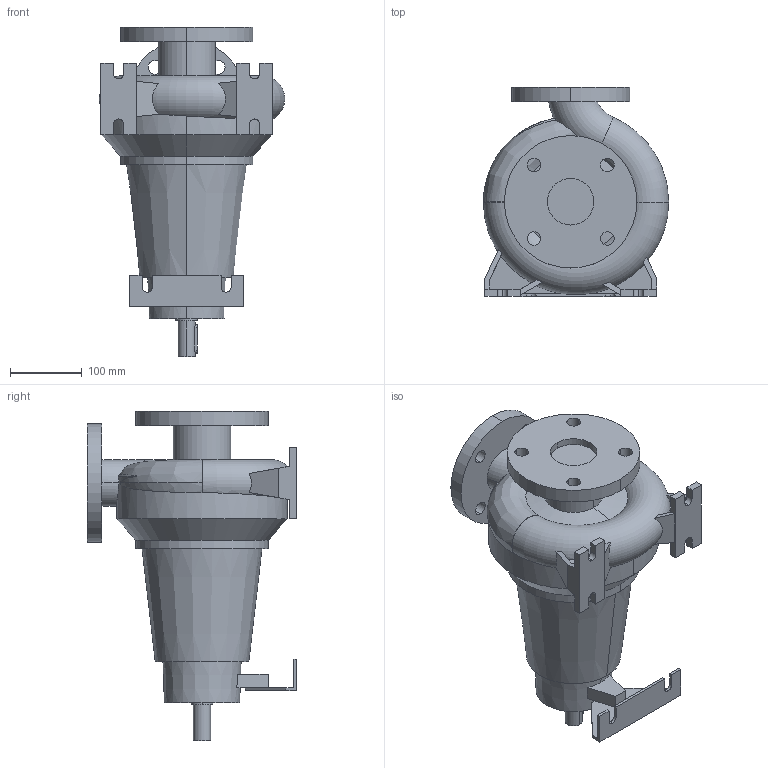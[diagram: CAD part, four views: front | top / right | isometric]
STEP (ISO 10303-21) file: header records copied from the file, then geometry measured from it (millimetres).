
FILE_DESCRIPTION (( 'STEP AP203' ), '1' );
FILE_NAME ('10017783swp00.step', '2023-07-10T11:00:35', ( '' ), ( '' ), 'SwSTEP 2.0', 'SolidWorks 2020', '' );
FILE_SCHEMA (( 'CONFIG_CONTROL_DESIGN' ));
Length unit declared in the file: millimetre
Products named in the file (1): 10017783swp00
Bounding box: 258.93 x 292 x 460 mm (x, y, z)
Volume: 9797352.1 mm3; surface area: 458286.8 mm2
Topology: 1 solids, 1 shells, 157 faces, 431 edges, 286 vertices
Faces by surface type: plane 92, cylinder 48, cone 9, torus 6, bspline 2
Entity records: 6610 total; most frequent: CARTESIAN_POINT 2485, ORIENTED_EDGE 862, DIRECTION 818, EDGE_CURVE 431, VERTEX_POINT 286, AXIS2_PLACEMENT_3D 281, LINE 256, VECTOR 256
